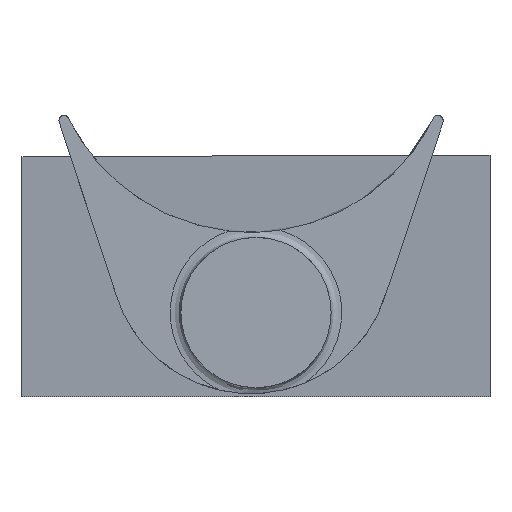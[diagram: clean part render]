
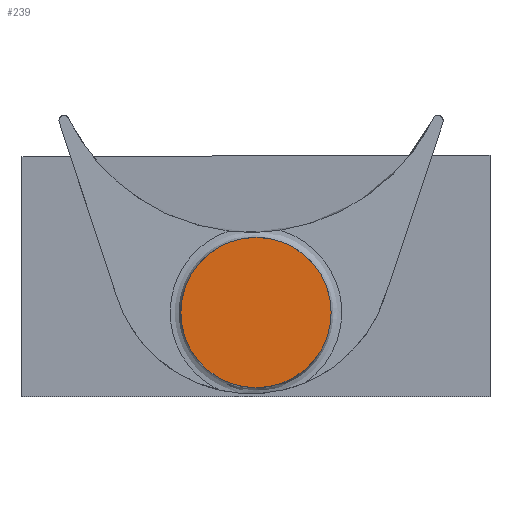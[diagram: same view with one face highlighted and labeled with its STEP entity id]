
A CAD part, front view. The second image highlights one B-rep face of the part: STEP entity #239.
In plain terms, the highlighted planar face has unit normal (0, -1, 0).
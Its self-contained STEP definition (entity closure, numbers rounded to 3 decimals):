
#60=CIRCLE('',#809,3.5);
#239=ADVANCED_FACE('',(#306),#277,.T.);
#277=PLANE('',#811);
#306=FACE_OUTER_BOUND('',#345,.T.);
#345=EDGE_LOOP('',(#513));
#513=ORIENTED_EDGE('',*,*,#753,.T.);
#652=VERTEX_POINT('',#1381);
#753=EDGE_CURVE('',#652,#652,#60,.T.);
#809=AXIS2_PLACEMENT_3D('',#1380,#968,#969);
#811=AXIS2_PLACEMENT_3D('',#1383,#972,#973);
#968=DIRECTION('',(0.,-1.,0.));
#969=DIRECTION('',(0.,0.,-1.));
#972=DIRECTION('',(0.,-1.,0.));
#973=DIRECTION('',(0.,0.,1.));
#1380=CARTESIAN_POINT('',(0.,-33.1,3.918));
#1381=CARTESIAN_POINT('',(0.,-33.1,0.418));
#1383=CARTESIAN_POINT('',(0.,-33.1,3.918));
